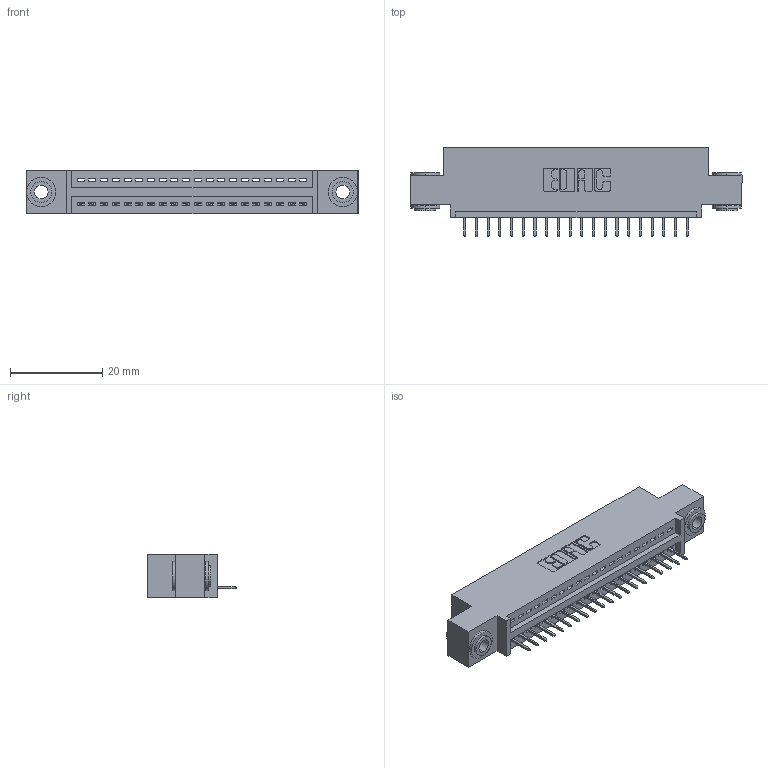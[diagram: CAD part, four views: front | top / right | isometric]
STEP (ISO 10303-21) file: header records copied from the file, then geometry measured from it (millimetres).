
FILE_DESCRIPTION (( 'STEP AP203' ), '1' );
FILE_NAME ('395-020-524-403.STEP', '2019-10-17T18:36:46', ( '' ), ( '' ), 'SwSTEP 2.0', 'SolidWorks 2016', '' );
FILE_SCHEMA (( 'CONFIG_CONTROL_DESIGN' ));
Length unit declared in the file: inch
Products named in the file (4): 345-250-002_345-250-002-102; 395-020-524-403; 345 Part_0.110 Offset - 0.156 Dia-TH; 345-292-001_345-293-124
Assembly tree (23 placements, depth 2):
  395-020-524-403
    345 Part_0.110 Offset - 0.156 Dia-TH
    345-292-001_345-293-124  x20
    345-250-002_345-250-002-102  x2
Bounding box: 72.01 x 19.35 x 9.4 mm (x, y, z)
Volume: 6526.3 mm3; surface area: 8417.6 mm2
Topology: 23 solids, 23 shells, 1408 faces, 4029 edges, 2602 vertices
Faces by surface type: plane 1014, cylinder 386, cone 8
Entity records: 18870 total; most frequent: CARTESIAN_POINT 3247, ORIENTED_EDGE 3194, DIRECTION 2899, EDGE_CURVE 1597, VECTOR 1365, LINE 1365, VERTEX_POINT 1058, AXIS2_PLACEMENT_3D 767
